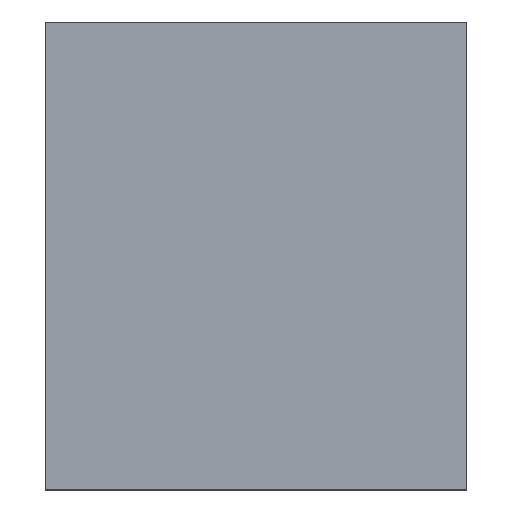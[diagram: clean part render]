
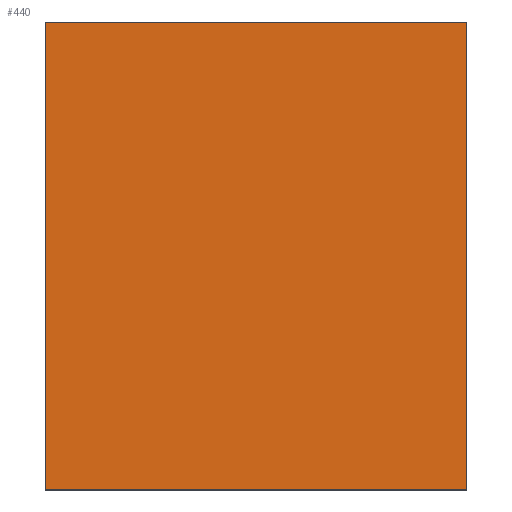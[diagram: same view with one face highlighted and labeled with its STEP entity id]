
A CAD part, top view. The second image highlights one B-rep face of the part: STEP entity #440.
In plain terms, the highlighted planar face has unit normal (0, 0, 1).
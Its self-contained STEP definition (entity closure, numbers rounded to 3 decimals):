
#432=AXIS2_PLACEMENT_3D('Plane Axis2P3D',#429,#430,#431) ;
#244=CARTESIAN_POINT('Vertex',(4.5,0.,1.9)) ;
#251=CARTESIAN_POINT('Vertex',(4.5,5.,1.9)) ;
#254=CARTESIAN_POINT('Line Origine',(4.5,2.5,1.9)) ;
#271=CARTESIAN_POINT('Line Origine',(2.25,0.,1.9)) ;
#275=CARTESIAN_POINT('Vertex',(0.,0.,1.9)) ;
#295=CARTESIAN_POINT('Line Origine',(0.,2.5,1.9)) ;
#299=CARTESIAN_POINT('Vertex',(0.,5.,1.9)) ;
#319=CARTESIAN_POINT('Line Origine',(2.25,5.,1.9)) ;
#429=CARTESIAN_POINT('Axis2P3D Location',(2.25,0.,1.9)) ;
#255=DIRECTION('Vector Direction',(0.,1.,0.)) ;
#272=DIRECTION('Vector Direction',(1.,0.,0.)) ;
#296=DIRECTION('Vector Direction',(0.,1.,0.)) ;
#320=DIRECTION('Vector Direction',(1.,0.,0.)) ;
#430=DIRECTION('Axis2P3D Direction',(0.,0.,-1.)) ;
#431=DIRECTION('Axis2P3D XDirection',(0.,1.,0.)) ;
#256=VECTOR('Line Direction',#255,1.) ;
#273=VECTOR('Line Direction',#272,1.) ;
#297=VECTOR('Line Direction',#296,1.) ;
#321=VECTOR('Line Direction',#320,1.) ;
#435=ORIENTED_EDGE('',*,*,#258,.T.) ;
#436=ORIENTED_EDGE('',*,*,#323,.F.) ;
#437=ORIENTED_EDGE('',*,*,#301,.F.) ;
#438=ORIENTED_EDGE('',*,*,#277,.T.) ;
#440=ADVANCED_FACE('S3D gedreht',(#439),#433,.F.) ;
#258=EDGE_CURVE('',#245,#252,#257,.T.) ;
#277=EDGE_CURVE('',#276,#245,#274,.T.) ;
#301=EDGE_CURVE('',#276,#300,#298,.T.) ;
#323=EDGE_CURVE('',#300,#252,#322,.T.) ;
#434=EDGE_LOOP('',(#435,#436,#437,#438)) ;
#439=FACE_OUTER_BOUND('',#434,.T.) ;
#257=LINE('Line',#254,#256) ;
#274=LINE('Line',#271,#273) ;
#298=LINE('Line',#295,#297) ;
#322=LINE('Line',#319,#321) ;
#433=PLANE('',#432) ;
#245=VERTEX_POINT('',#244) ;
#252=VERTEX_POINT('',#251) ;
#276=VERTEX_POINT('',#275) ;
#300=VERTEX_POINT('',#299) ;
